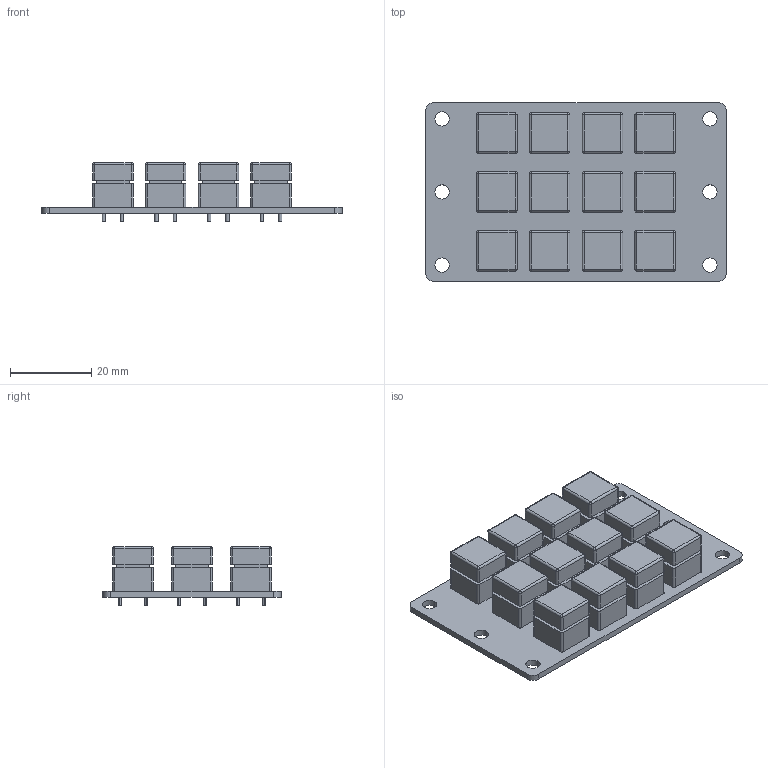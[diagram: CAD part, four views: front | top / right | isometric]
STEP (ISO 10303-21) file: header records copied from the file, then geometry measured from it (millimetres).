
FILE_DESCRIPTION (( 'STEP AP203' ), '1' );
FILE_NAME ('Velka klavesnica - rozlozenie.STEP', '2024-10-18T07:26:01', ( '' ), ( '' ), 'SwSTEP 2.0', 'SolidWorks 2024', '' );
FILE_SCHEMA (( 'CONFIG_CONTROL_DESIGN' ));
Length unit declared in the file: millimetre
Products named in the file (3): 97-012-304; Velka klavesnica - rozlozenie; Plosak dolny
Assembly tree (13 placements, depth 2):
  Velka klavesnica - rozlozenie
    97-012-304  x12
    Plosak dolny
Bounding box: 74 x 44 x 14.5 mm (x, y, z)
Volume: 17680.1 mm3; surface area: 15509.4 mm2
Topology: 13 solids, 13 shells, 550 faces, 1260 edges, 760 vertices
Faces by surface type: cylinder 256, plane 246, sphere 48
Entity records: 2597 total; most frequent: DIRECTION 392, CARTESIAN_POINT 338, ORIENTED_EDGE 312, EDGE_CURVE 156, AXIS2_PLACEMENT_3D 154, VERTEX_POINT 100, EDGE_LOOP 84, LINE 84
